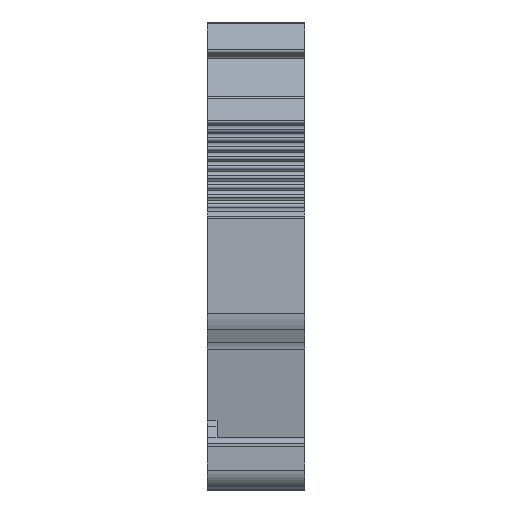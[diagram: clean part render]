
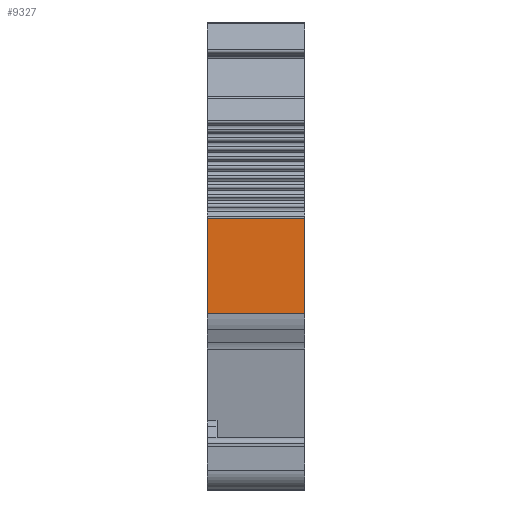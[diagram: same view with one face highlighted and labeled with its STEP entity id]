
A CAD part, left-side view. The second image highlights one B-rep face of the part: STEP entity #9327.
In plain terms, the highlighted planar face has unit normal (-1, 0, 0).
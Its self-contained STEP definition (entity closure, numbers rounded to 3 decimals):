
#243=PLANE('',#9996);
#355=LINE('',#12429,#956);
#582=LINE('',#13473,#1183);
#760=LINE('',#14030,#1361);
#761=LINE('',#14032,#1362);
#956=VECTOR('',#10351,1000.);
#1183=VECTOR('',#11016,1000.);
#1361=VECTOR('',#11624,1000.);
#1362=VECTOR('',#11627,1000.);
#2710=ORIENTED_EDGE('',*,*,#4070,.F.);
#2711=ORIENTED_EDGE('',*,*,#4349,.F.);
#2712=ORIENTED_EDGE('',*,*,#3626,.T.);
#2713=ORIENTED_EDGE('',*,*,#4350,.T.);
#3626=EDGE_CURVE('',#4643,#4642,#355,.T.);
#4070=EDGE_CURVE('',#5058,#5059,#582,.T.);
#4349=EDGE_CURVE('',#4643,#5058,#760,.T.);
#4350=EDGE_CURVE('',#4642,#5059,#761,.T.);
#4642=VERTEX_POINT('',#12428);
#4643=VERTEX_POINT('',#12430);
#5058=VERTEX_POINT('',#13472);
#5059=VERTEX_POINT('',#13474);
#5802=EDGE_LOOP('',(#2710,#2711,#2712,#2713));
#6196=FACE_BOUND('',#5802,.T.);
#9327=ADVANCED_FACE('',(#6196),#243,.F.);
#9996=AXIS2_PLACEMENT_3D('',#14031,#11625,#11626);
#10351=DIRECTION('',(0.,0.,-1.));
#11016=DIRECTION('',(0.,0.,-1.));
#11624=DIRECTION('',(0.,-1.,0.));
#11625=DIRECTION('',(1.,0.,0.));
#11626=DIRECTION('',(0.,0.,-1.));
#11627=DIRECTION('',(0.,-1.,0.));
#12428=CARTESIAN_POINT('',(-35.75,20.433,1.194));
#12429=CARTESIAN_POINT('',(-35.75,20.433,31.101));
#12430=CARTESIAN_POINT('',(-35.75,20.433,10.962));
#13472=CARTESIAN_POINT('',(-35.75,10.433,10.962));
#13473=CARTESIAN_POINT('',(-35.75,10.433,31.101));
#13474=CARTESIAN_POINT('',(-35.75,10.433,1.194));
#14030=CARTESIAN_POINT('',(-35.75,27.41,10.962));
#14031=CARTESIAN_POINT('',(-35.75,10.433,31.101));
#14032=CARTESIAN_POINT('',(-35.75,118.943,1.194));
